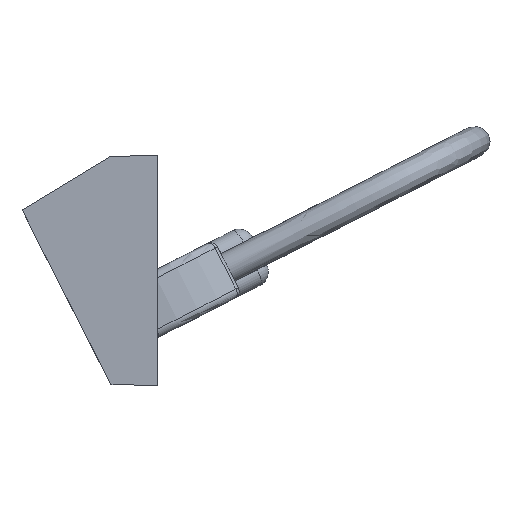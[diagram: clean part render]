
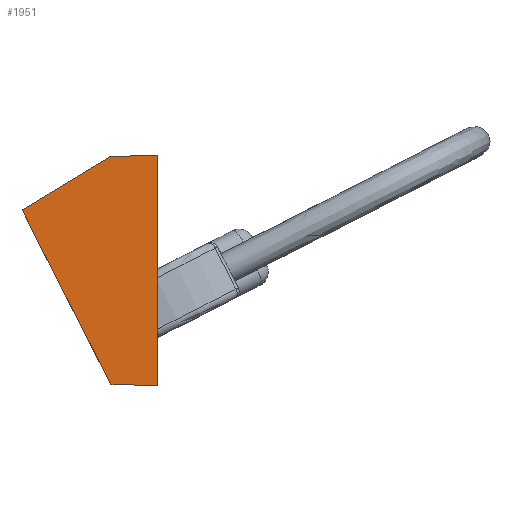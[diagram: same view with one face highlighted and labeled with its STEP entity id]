
A CAD part, left-side view. The second image highlights one B-rep face of the part: STEP entity #1951.
In plain terms, the highlighted planar face has unit normal (-1, 0.018, 0).
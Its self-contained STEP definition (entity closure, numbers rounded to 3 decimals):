
#315 = ORIENTED_EDGE ( 'NONE', *, *, #8670, .F. ) ;
#405 = CARTESIAN_POINT ( 'NONE',  ( -22.341, 9.081, -22.341 ) ) ;
#974 = CARTESIAN_POINT ( 'NONE',  ( -22.035, 26.66, 12.16 ) ) ;
#1082 = CARTESIAN_POINT ( 'NONE',  ( -22.5, 0., 22.5 ) ) ;
#1316 = CARTESIAN_POINT ( 'NONE',  ( -22.333, 9.571, 22.152 ) ) ;
#1526 = LINE ( 'NONE', #3998, #4978 ) ;
#1537 = VECTOR ( 'NONE', #2650, 1000. ) ;
#1769 = DIRECTION ( 'NONE',  ( 0., 0., -1. ) ) ;
#1926 = CARTESIAN_POINT ( 'NONE',  ( -22.037, 26.5, 11.846 ) ) ;
#1951 = ADVANCED_FACE ( 'NONE', ( #3710 ), #2033, .T. ) ;
#2033 = PLANE ( 'NONE',  #8027 ) ;
#2169 = LINE ( 'NONE', #1316, #1537 ) ;
#2522 = CARTESIAN_POINT ( 'NONE',  ( -22.5, 0., -22.5 ) ) ;
#2650 = DIRECTION ( 'NONE',  ( -0.015, -0.854, 0.52 ) ) ;
#2659 = LINE ( 'NONE', #1082, #6160 ) ;
#2711 = LINE ( 'NONE', #4885, #8075 ) ;
#2801 = DIRECTION ( 'NONE',  ( -0.017, -1., 0. ) ) ;
#2899 = CARTESIAN_POINT ( 'NONE',  ( -22.338, 9.266, 22.338 ) ) ;
#3279 = ORIENTED_EDGE ( 'NONE', *, *, #4428, .F. ) ;
#3287 = CARTESIAN_POINT ( 'NONE',  ( -22.5, 0., 22.5 ) ) ;
#3488 = EDGE_LOOP ( 'NONE', ( #3279, #8996, #315, #8889, #6387 ) ) ;
#3710 = FACE_OUTER_BOUND ( 'NONE', #3488, .T. ) ;
#3834 = VECTOR ( 'NONE', #5077, 1000. ) ;
#3924 = EDGE_CURVE ( 'NONE', #5102, #6549, #1526, .T. ) ;
#3998 = CARTESIAN_POINT ( 'NONE',  ( -22.486, 0.785, -22.486 ) ) ;
#4428 = EDGE_CURVE ( 'NONE', #6306, #5102, #2659, .T. ) ;
#4583 = LINE ( 'NONE', #974, #3834 ) ;
#4593 = DIRECTION ( 'NONE',  ( -1., 0.017, 0. ) ) ;
#4854 = DIRECTION ( 'NONE',  ( -0.017, -1., 0.017 ) ) ;
#4885 = CARTESIAN_POINT ( 'NONE',  ( -22.486, 0.785, 22.486 ) ) ;
#4978 = VECTOR ( 'NONE', #8888, 1000. ) ;
#5077 = DIRECTION ( 'NONE',  ( 0.008, 0.454, 0.891 ) ) ;
#5102 = VERTEX_POINT ( 'NONE', #2522 ) ;
#6160 = VECTOR ( 'NONE', #1769, 1000. ) ;
#6306 = VERTEX_POINT ( 'NONE', #3287 ) ;
#6387 = ORIENTED_EDGE ( 'NONE', *, *, #3924, .F. ) ;
#6549 = VERTEX_POINT ( 'NONE', #405 ) ;
#6959 = VERTEX_POINT ( 'NONE', #2899 ) ;
#7022 = EDGE_CURVE ( 'NONE', #6549, #8624, #4583, .T. ) ;
#7625 = EDGE_CURVE ( 'NONE', #6959, #6306, #2711, .T. ) ;
#8027 = AXIS2_PLACEMENT_3D ( 'NONE', #8047, #4593, #2801 ) ;
#8047 = CARTESIAN_POINT ( 'NONE',  ( -22.5, 0., 22.5 ) ) ;
#8075 = VECTOR ( 'NONE', #4854, 1000. ) ;
#8624 = VERTEX_POINT ( 'NONE', #1926 ) ;
#8670 = EDGE_CURVE ( 'NONE', #8624, #6959, #2169, .T. ) ;
#8888 = DIRECTION ( 'NONE',  ( 0.017, 1., 0.017 ) ) ;
#8889 = ORIENTED_EDGE ( 'NONE', *, *, #7022, .F. ) ;
#8996 = ORIENTED_EDGE ( 'NONE', *, *, #7625, .F. ) ;
